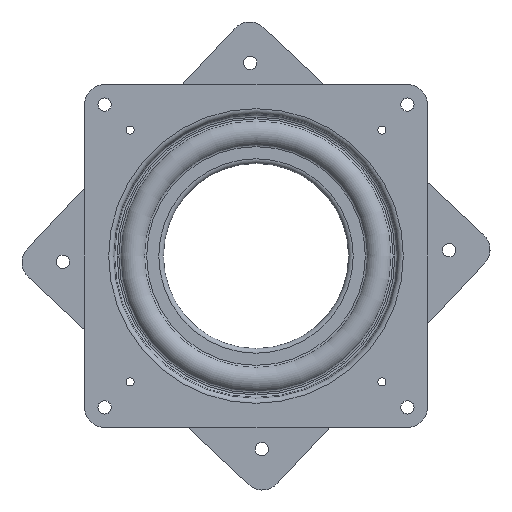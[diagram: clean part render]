
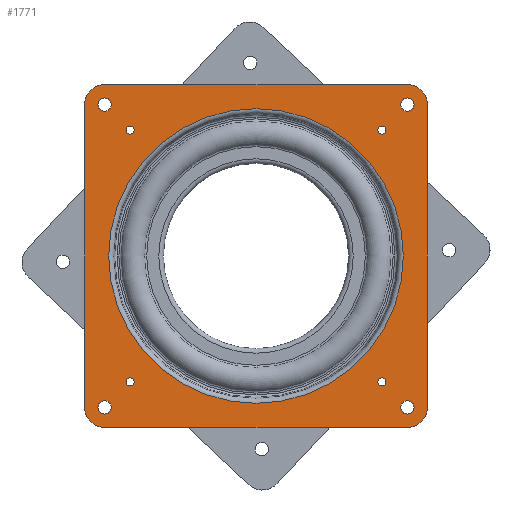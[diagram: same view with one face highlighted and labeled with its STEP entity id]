
A CAD part, front view. The second image highlights one B-rep face of the part: STEP entity #1771.
In plain terms, the highlighted face is planar.
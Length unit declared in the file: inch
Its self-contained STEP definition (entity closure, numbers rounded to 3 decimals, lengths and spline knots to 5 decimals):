
#178=FACE_BOUND('',#499,.T.);
#179=FACE_BOUND('',#500,.T.);
#180=FACE_BOUND('',#501,.T.);
#181=FACE_BOUND('',#502,.T.);
#182=FACE_BOUND('',#503,.T.);
#183=FACE_BOUND('',#504,.T.);
#184=FACE_BOUND('',#505,.T.);
#185=FACE_BOUND('',#506,.T.);
#186=FACE_BOUND('',#507,.T.);
#224=PLANE('',#2029);
#261=LINE('',#3127,#317);
#262=LINE('',#3131,#318);
#263=LINE('',#3135,#319);
#264=LINE('',#3139,#320);
#317=VECTOR('',#2487,39.37008);
#318=VECTOR('',#2490,39.37008);
#319=VECTOR('',#2493,39.37008);
#320=VECTOR('',#2496,39.37008);
#417=FACE_OUTER_BOUND('',#498,.T.);
#498=EDGE_LOOP('',(#1390,#1391,#1392,#1393,#1394,#1395,#1396,#1397));
#499=EDGE_LOOP('',(#1398,#1399));
#500=EDGE_LOOP('',(#1400,#1401));
#501=EDGE_LOOP('',(#1402,#1403));
#502=EDGE_LOOP('',(#1404,#1405));
#503=EDGE_LOOP('',(#1406,#1407));
#504=EDGE_LOOP('',(#1408,#1409));
#505=EDGE_LOOP('',(#1410,#1411));
#506=EDGE_LOOP('',(#1412,#1413));
#507=EDGE_LOOP('',(#1414,#1415));
#617=CIRCLE('',#1935,0.047);
#618=CIRCLE('',#1936,0.047);
#621=CIRCLE('',#1940,0.047);
#622=CIRCLE('',#1941,0.047);
#625=CIRCLE('',#1945,0.047);
#626=CIRCLE('',#1946,0.047);
#629=CIRCLE('',#1950,0.047);
#630=CIRCLE('',#1951,0.047);
#633=CIRCLE('',#1955,0.078);
#634=CIRCLE('',#1956,0.078);
#637=CIRCLE('',#1960,0.078);
#638=CIRCLE('',#1961,0.078);
#641=CIRCLE('',#1965,0.078);
#642=CIRCLE('',#1966,0.078);
#645=CIRCLE('',#1970,0.078);
#646=CIRCLE('',#1971,0.078);
#669=CIRCLE('',#2001,1.719);
#670=CIRCLE('',#2002,1.719);
#690=CIRCLE('',#2030,0.234);
#691=CIRCLE('',#2031,0.234);
#692=CIRCLE('',#2032,0.234);
#693=CIRCLE('',#2033,0.234);
#807=VERTEX_POINT('',#2958);
#808=VERTEX_POINT('',#2960);
#811=VERTEX_POINT('',#2968);
#812=VERTEX_POINT('',#2970);
#815=VERTEX_POINT('',#2978);
#816=VERTEX_POINT('',#2980);
#819=VERTEX_POINT('',#2988);
#820=VERTEX_POINT('',#2990);
#823=VERTEX_POINT('',#2998);
#824=VERTEX_POINT('',#3000);
#827=VERTEX_POINT('',#3008);
#828=VERTEX_POINT('',#3010);
#831=VERTEX_POINT('',#3018);
#832=VERTEX_POINT('',#3020);
#835=VERTEX_POINT('',#3028);
#836=VERTEX_POINT('',#3030);
#853=VERTEX_POINT('',#3079);
#854=VERTEX_POINT('',#3080);
#869=VERTEX_POINT('',#3125);
#870=VERTEX_POINT('',#3126);
#871=VERTEX_POINT('',#3128);
#872=VERTEX_POINT('',#3130);
#873=VERTEX_POINT('',#3132);
#874=VERTEX_POINT('',#3134);
#875=VERTEX_POINT('',#3136);
#876=VERTEX_POINT('',#3138);
#1000=EDGE_CURVE('',#807,#808,#617,.T.);
#1001=EDGE_CURVE('',#808,#807,#618,.T.);
#1005=EDGE_CURVE('',#811,#812,#621,.T.);
#1006=EDGE_CURVE('',#812,#811,#622,.T.);
#1010=EDGE_CURVE('',#815,#816,#625,.T.);
#1011=EDGE_CURVE('',#816,#815,#626,.T.);
#1015=EDGE_CURVE('',#819,#820,#629,.T.);
#1016=EDGE_CURVE('',#820,#819,#630,.T.);
#1020=EDGE_CURVE('',#823,#824,#633,.T.);
#1021=EDGE_CURVE('',#824,#823,#634,.T.);
#1025=EDGE_CURVE('',#827,#828,#637,.T.);
#1026=EDGE_CURVE('',#828,#827,#638,.T.);
#1030=EDGE_CURVE('',#831,#832,#641,.T.);
#1031=EDGE_CURVE('',#832,#831,#642,.T.);
#1035=EDGE_CURVE('',#835,#836,#645,.T.);
#1036=EDGE_CURVE('',#836,#835,#646,.T.);
#1060=EDGE_CURVE('',#853,#854,#669,.T.);
#1061=EDGE_CURVE('',#854,#853,#670,.T.);
#1082=EDGE_CURVE('',#869,#870,#261,.T.);
#1083=EDGE_CURVE('',#869,#871,#690,.T.);
#1084=EDGE_CURVE('',#872,#871,#262,.T.);
#1085=EDGE_CURVE('',#872,#873,#691,.T.);
#1086=EDGE_CURVE('',#874,#873,#263,.T.);
#1087=EDGE_CURVE('',#874,#875,#692,.T.);
#1088=EDGE_CURVE('',#876,#875,#264,.T.);
#1089=EDGE_CURVE('',#876,#870,#693,.T.);
#1390=ORIENTED_EDGE('',*,*,#1082,.F.);
#1391=ORIENTED_EDGE('',*,*,#1083,.T.);
#1392=ORIENTED_EDGE('',*,*,#1084,.F.);
#1393=ORIENTED_EDGE('',*,*,#1085,.T.);
#1394=ORIENTED_EDGE('',*,*,#1086,.F.);
#1395=ORIENTED_EDGE('',*,*,#1087,.T.);
#1396=ORIENTED_EDGE('',*,*,#1088,.F.);
#1397=ORIENTED_EDGE('',*,*,#1089,.T.);
#1398=ORIENTED_EDGE('',*,*,#1001,.F.);
#1399=ORIENTED_EDGE('',*,*,#1000,.F.);
#1400=ORIENTED_EDGE('',*,*,#1006,.F.);
#1401=ORIENTED_EDGE('',*,*,#1005,.F.);
#1402=ORIENTED_EDGE('',*,*,#1011,.F.);
#1403=ORIENTED_EDGE('',*,*,#1010,.F.);
#1404=ORIENTED_EDGE('',*,*,#1016,.F.);
#1405=ORIENTED_EDGE('',*,*,#1015,.F.);
#1406=ORIENTED_EDGE('',*,*,#1021,.F.);
#1407=ORIENTED_EDGE('',*,*,#1020,.F.);
#1408=ORIENTED_EDGE('',*,*,#1026,.F.);
#1409=ORIENTED_EDGE('',*,*,#1025,.F.);
#1410=ORIENTED_EDGE('',*,*,#1031,.F.);
#1411=ORIENTED_EDGE('',*,*,#1030,.F.);
#1412=ORIENTED_EDGE('',*,*,#1036,.F.);
#1413=ORIENTED_EDGE('',*,*,#1035,.F.);
#1414=ORIENTED_EDGE('',*,*,#1060,.T.);
#1415=ORIENTED_EDGE('',*,*,#1061,.T.);
#1771=ADVANCED_FACE('',(#417,#178,#179,#180,#181,#182,#183,#184,#185,#186),
#224,.T.);
#1935=AXIS2_PLACEMENT_3D('',#2961,#2288,#2289);
#1936=AXIS2_PLACEMENT_3D('',#2962,#2290,#2291);
#1940=AXIS2_PLACEMENT_3D('',#2971,#2299,#2300);
#1941=AXIS2_PLACEMENT_3D('',#2972,#2301,#2302);
#1945=AXIS2_PLACEMENT_3D('',#2981,#2310,#2311);
#1946=AXIS2_PLACEMENT_3D('',#2982,#2312,#2313);
#1950=AXIS2_PLACEMENT_3D('',#2991,#2321,#2322);
#1951=AXIS2_PLACEMENT_3D('',#2992,#2323,#2324);
#1955=AXIS2_PLACEMENT_3D('',#3001,#2332,#2333);
#1956=AXIS2_PLACEMENT_3D('',#3002,#2334,#2335);
#1960=AXIS2_PLACEMENT_3D('',#3011,#2343,#2344);
#1961=AXIS2_PLACEMENT_3D('',#3012,#2345,#2346);
#1965=AXIS2_PLACEMENT_3D('',#3021,#2354,#2355);
#1966=AXIS2_PLACEMENT_3D('',#3022,#2356,#2357);
#1970=AXIS2_PLACEMENT_3D('',#3031,#2365,#2366);
#1971=AXIS2_PLACEMENT_3D('',#3032,#2367,#2368);
#2001=AXIS2_PLACEMENT_3D('',#3081,#2428,#2429);
#2002=AXIS2_PLACEMENT_3D('',#3082,#2430,#2431);
#2029=AXIS2_PLACEMENT_3D('',#3124,#2485,#2486);
#2030=AXIS2_PLACEMENT_3D('',#3129,#2488,#2489);
#2031=AXIS2_PLACEMENT_3D('',#3133,#2491,#2492);
#2032=AXIS2_PLACEMENT_3D('',#3137,#2494,#2495);
#2033=AXIS2_PLACEMENT_3D('',#3140,#2497,#2498);
#2288=DIRECTION('center_axis',(0.,1.,0.));
#2289=DIRECTION('ref_axis',(0.,0.,1.));
#2290=DIRECTION('center_axis',(0.,1.,0.));
#2291=DIRECTION('ref_axis',(0.,0.,1.));
#2299=DIRECTION('center_axis',(0.,1.,0.));
#2300=DIRECTION('ref_axis',(0.,0.,1.));
#2301=DIRECTION('center_axis',(0.,1.,0.));
#2302=DIRECTION('ref_axis',(0.,0.,1.));
#2310=DIRECTION('center_axis',(0.,1.,0.));
#2311=DIRECTION('ref_axis',(0.,0.,1.));
#2312=DIRECTION('center_axis',(0.,1.,0.));
#2313=DIRECTION('ref_axis',(0.,0.,1.));
#2321=DIRECTION('center_axis',(0.,1.,0.));
#2322=DIRECTION('ref_axis',(0.,0.,1.));
#2323=DIRECTION('center_axis',(0.,1.,0.));
#2324=DIRECTION('ref_axis',(0.,0.,1.));
#2332=DIRECTION('center_axis',(0.,1.,0.));
#2333=DIRECTION('ref_axis',(0.,0.,1.));
#2334=DIRECTION('center_axis',(0.,1.,0.));
#2335=DIRECTION('ref_axis',(0.,0.,1.));
#2343=DIRECTION('center_axis',(0.,1.,0.));
#2344=DIRECTION('ref_axis',(0.,0.,1.));
#2345=DIRECTION('center_axis',(0.,1.,0.));
#2346=DIRECTION('ref_axis',(0.,0.,1.));
#2354=DIRECTION('center_axis',(0.,1.,0.));
#2355=DIRECTION('ref_axis',(0.,0.,1.));
#2356=DIRECTION('center_axis',(0.,1.,0.));
#2357=DIRECTION('ref_axis',(0.,0.,1.));
#2365=DIRECTION('center_axis',(0.,1.,0.));
#2366=DIRECTION('ref_axis',(0.,0.,1.));
#2367=DIRECTION('center_axis',(0.,1.,0.));
#2368=DIRECTION('ref_axis',(0.,0.,1.));
#2428=DIRECTION('center_axis',(0.,-1.,0.));
#2429=DIRECTION('ref_axis',(0.,0.,-1.));
#2430=DIRECTION('center_axis',(0.,-1.,0.));
#2431=DIRECTION('ref_axis',(0.,0.,-1.));
#2485=DIRECTION('center_axis',(0.,1.,0.));
#2486=DIRECTION('ref_axis',(0.,0.,1.));
#2487=DIRECTION('',(1.,0.,0.));
#2488=DIRECTION('center_axis',(0.,1.,0.));
#2489=DIRECTION('ref_axis',(0.,0.,1.));
#2490=DIRECTION('',(0.,0.,-1.));
#2491=DIRECTION('center_axis',(0.,1.,0.));
#2492=DIRECTION('ref_axis',(0.,0.,1.));
#2493=DIRECTION('',(-1.,0.,0.));
#2494=DIRECTION('center_axis',(0.,1.,0.));
#2495=DIRECTION('ref_axis',(0.,0.,1.));
#2496=DIRECTION('',(0.,0.,1.));
#2497=DIRECTION('center_axis',(0.,1.,0.));
#2498=DIRECTION('ref_axis',(0.,0.,1.));
#2958=CARTESIAN_POINT('',(1.469,0.119,-1.516));
#2960=CARTESIAN_POINT('',(1.469,0.119,-1.422));
#2961=CARTESIAN_POINT('Origin',(1.469,0.119,-1.469));
#2962=CARTESIAN_POINT('Origin',(1.469,0.119,-1.469));
#2968=CARTESIAN_POINT('',(-1.469,0.119,-1.516));
#2970=CARTESIAN_POINT('',(-1.469,0.119,-1.422));
#2971=CARTESIAN_POINT('Origin',(-1.469,0.119,-1.469));
#2972=CARTESIAN_POINT('Origin',(-1.469,0.119,-1.469));
#2978=CARTESIAN_POINT('',(-1.469,0.119,1.422));
#2980=CARTESIAN_POINT('',(-1.469,0.119,1.516));
#2981=CARTESIAN_POINT('Origin',(-1.469,0.119,1.469));
#2982=CARTESIAN_POINT('Origin',(-1.469,0.119,1.469));
#2988=CARTESIAN_POINT('',(1.469,0.119,1.422));
#2990=CARTESIAN_POINT('',(1.469,0.119,1.516));
#2991=CARTESIAN_POINT('Origin',(1.469,0.119,1.469));
#2992=CARTESIAN_POINT('Origin',(1.469,0.119,1.469));
#2998=CARTESIAN_POINT('',(1.7655,0.119,1.6875));
#3000=CARTESIAN_POINT('',(1.7655,0.119,1.8435));
#3001=CARTESIAN_POINT('Origin',(1.7655,0.119,1.7655));
#3002=CARTESIAN_POINT('Origin',(1.7655,0.119,1.7655));
#3008=CARTESIAN_POINT('',(1.7655,0.119,-1.8435));
#3010=CARTESIAN_POINT('',(1.7655,0.119,-1.6875));
#3011=CARTESIAN_POINT('Origin',(1.7655,0.119,-1.7655));
#3012=CARTESIAN_POINT('Origin',(1.7655,0.119,-1.7655));
#3018=CARTESIAN_POINT('',(-1.7655,0.119,1.6875));
#3020=CARTESIAN_POINT('',(-1.7655,0.119,1.8435));
#3021=CARTESIAN_POINT('Origin',(-1.7655,0.119,1.7655));
#3022=CARTESIAN_POINT('Origin',(-1.7655,0.119,1.7655));
#3028=CARTESIAN_POINT('',(-1.7655,0.119,-1.8435));
#3030=CARTESIAN_POINT('',(-1.7655,0.119,-1.6875));
#3031=CARTESIAN_POINT('Origin',(-1.7655,0.119,-1.7655));
#3032=CARTESIAN_POINT('Origin',(-1.7655,0.119,-1.7655));
#3079=CARTESIAN_POINT('',(0.,0.119,-1.719));
#3080=CARTESIAN_POINT('',(0.,0.119,1.719));
#3081=CARTESIAN_POINT('Origin',(0.,0.119,0.));
#3082=CARTESIAN_POINT('Origin',(0.,0.119,0.));
#3124=CARTESIAN_POINT('Origin',(1.719,0.119,0.));
#3125=CARTESIAN_POINT('',(-1.766,0.119,-2.));
#3126=CARTESIAN_POINT('',(1.766,0.119,-2.));
#3127=CARTESIAN_POINT('',(-2.,0.119,-2.));
#3128=CARTESIAN_POINT('',(-2.,0.119,-1.766));
#3129=CARTESIAN_POINT('Origin',(-1.766,0.119,-1.766));
#3130=CARTESIAN_POINT('',(-2.,0.119,1.766));
#3131=CARTESIAN_POINT('',(-2.,0.119,2.));
#3132=CARTESIAN_POINT('',(-1.766,0.119,2.));
#3133=CARTESIAN_POINT('Origin',(-1.766,0.119,1.766));
#3134=CARTESIAN_POINT('',(1.766,0.119,2.));
#3135=CARTESIAN_POINT('',(-2.,0.119,2.));
#3136=CARTESIAN_POINT('',(2.,0.119,1.766));
#3137=CARTESIAN_POINT('Origin',(1.766,0.119,1.766));
#3138=CARTESIAN_POINT('',(2.,0.119,-1.766));
#3139=CARTESIAN_POINT('',(2.,0.119,2.));
#3140=CARTESIAN_POINT('Origin',(1.766,0.119,-1.766));
